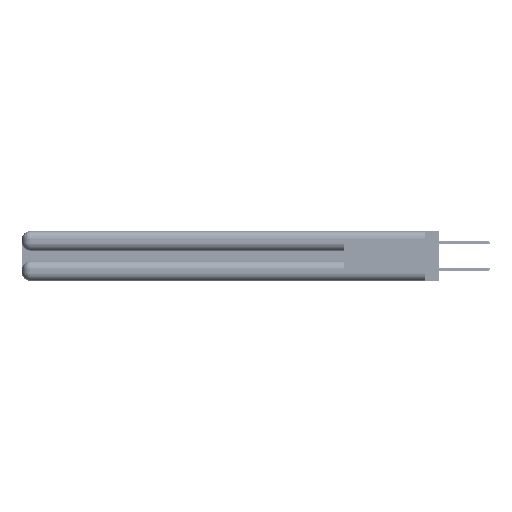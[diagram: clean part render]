
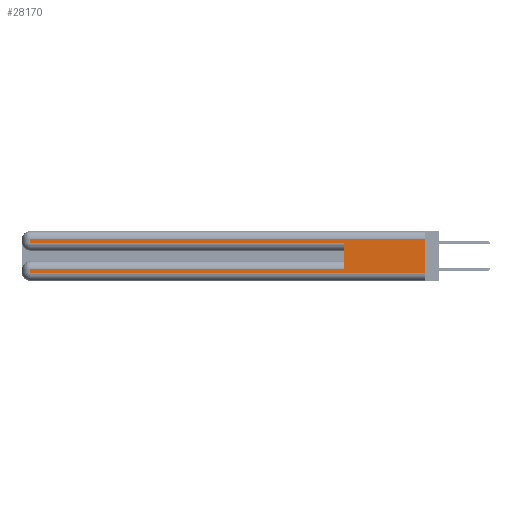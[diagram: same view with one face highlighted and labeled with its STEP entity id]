
A CAD part, left-side view. The second image highlights one B-rep face of the part: STEP entity #28170.
In plain terms, the highlighted planar face has unit normal (-1, 0, 0).
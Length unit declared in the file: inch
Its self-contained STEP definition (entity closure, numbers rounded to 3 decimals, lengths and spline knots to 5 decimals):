
#20 = VERTEX_POINT ( 'NONE', #38248 ) ;
#562 = FACE_OUTER_BOUND ( 'NONE', #14241, .T. ) ;
#2093 = DIRECTION ( 'NONE',  ( 0., 0., 1. ) ) ;
#2918 = CARTESIAN_POINT ( 'NONE',  ( 0., 0., 0.31 ) ) ;
#4019 = ORIENTED_EDGE ( 'NONE', *, *, #37964, .T. ) ;
#4765 = EDGE_CURVE ( 'NONE', #11125, #20, #4986, .T. ) ;
#4986 = LINE ( 'NONE', #48246, #48729 ) ;
#5992 = DIRECTION ( 'NONE',  ( 0., 0., -1. ) ) ;
#7071 = VERTEX_POINT ( 'NONE', #13364 ) ;
#8839 = ORIENTED_EDGE ( 'NONE', *, *, #20459, .T. ) ;
#9118 = LINE ( 'NONE', #25878, #40653 ) ;
#11056 = VERTEX_POINT ( 'NONE', #35478 ) ;
#11125 = VERTEX_POINT ( 'NONE', #2918 ) ;
#12947 = AXIS2_PLACEMENT_3D ( 'NONE', #18409, #47144, #22504 ) ;
#13364 = CARTESIAN_POINT ( 'NONE',  ( 0., 2.94, 0.31 ) ) ;
#13558 = EDGE_CURVE ( 'NONE', #7071, #11056, #9118, .T. ) ;
#14241 = EDGE_LOOP ( 'NONE', ( #18495, #8839, #43883, #4019, #50346, #18853, #41981, #15630 ) ) ;
#15630 = ORIENTED_EDGE ( 'NONE', *, *, #18262, .T. ) ;
#16844 = VECTOR ( 'NONE', #2093, 39.37008 ) ;
#17574 = DIRECTION ( 'NONE',  ( 0., -1., 0. ) ) ;
#17799 = VECTOR ( 'NONE', #17574, 39.37008 ) ;
#18262 = EDGE_CURVE ( 'NONE', #18616, #20, #39668, .T. ) ;
#18409 = CARTESIAN_POINT ( 'NONE',  ( 0., 0., 0.37 ) ) ;
#18495 = ORIENTED_EDGE ( 'NONE', *, *, #4765, .F. ) ;
#18616 = VERTEX_POINT ( 'NONE', #20770 ) ;
#18853 = ORIENTED_EDGE ( 'NONE', *, *, #32638, .T. ) ;
#18892 = EDGE_CURVE ( 'NONE', #28382, #18616, #29317, .T. ) ;
#20100 = VERTEX_POINT ( 'NONE', #22039 ) ;
#20168 = LINE ( 'NONE', #52898, #32368 ) ;
#20459 = EDGE_CURVE ( 'NONE', #11125, #7071, #20168, .T. ) ;
#20770 = CARTESIAN_POINT ( 'NONE',  ( 0., 2.94, 0.06 ) ) ;
#22039 = CARTESIAN_POINT ( 'NONE',  ( 0., 0.6, 0.085 ) ) ;
#22504 = DIRECTION ( 'NONE',  ( 0., 0., -1. ) ) ;
#22515 = CARTESIAN_POINT ( 'NONE',  ( 0., 2.94, 0.37 ) ) ;
#23604 = DIRECTION ( 'NONE',  ( 0., 0., -1. ) ) ;
#24057 = CARTESIAN_POINT ( 'NONE',  ( 0., 0., 0.085 ) ) ;
#25878 = CARTESIAN_POINT ( 'NONE',  ( 0., 2.94, 0.37 ) ) ;
#26051 = DIRECTION ( 'NONE',  ( 0., 0., -1. ) ) ;
#27080 = VERTEX_POINT ( 'NONE', #43635 ) ;
#28170 = ADVANCED_FACE ( 'NONE', ( #562 ), #51097, .F. ) ;
#28382 = VERTEX_POINT ( 'NONE', #48730 ) ;
#29052 = LINE ( 'NONE', #30875, #16844 ) ;
#29128 = LINE ( 'NONE', #24057, #51015 ) ;
#29317 = LINE ( 'NONE', #22515, #39006 ) ;
#30875 = CARTESIAN_POINT ( 'NONE',  ( 0., 0.6, 0.145 ) ) ;
#32368 = VECTOR ( 'NONE', #32432, 39.37008 ) ;
#32432 = DIRECTION ( 'NONE',  ( 0., 1., 0. ) ) ;
#32471 = DIRECTION ( 'NONE',  ( 0., -1., 0. ) ) ;
#32638 = EDGE_CURVE ( 'NONE', #20100, #28382, #29128, .T. ) ;
#35478 = CARTESIAN_POINT ( 'NONE',  ( 0., 2.94, 0.285 ) ) ;
#37712 = EDGE_CURVE ( 'NONE', #20100, #27080, #29052, .T. ) ;
#37964 = EDGE_CURVE ( 'NONE', #11056, #27080, #39360, .T. ) ;
#38248 = CARTESIAN_POINT ( 'NONE',  ( 0., 0., 0.06 ) ) ;
#39006 = VECTOR ( 'NONE', #5992, 39.37008 ) ;
#39360 = LINE ( 'NONE', #40603, #48969 ) ;
#39668 = LINE ( 'NONE', #50456, #17799 ) ;
#40603 = CARTESIAN_POINT ( 'NONE',  ( 0., 0., 0.285 ) ) ;
#40653 = VECTOR ( 'NONE', #26051, 39.37008 ) ;
#41981 = ORIENTED_EDGE ( 'NONE', *, *, #18892, .T. ) ;
#43635 = CARTESIAN_POINT ( 'NONE',  ( 0., 0.6, 0.285 ) ) ;
#43883 = ORIENTED_EDGE ( 'NONE', *, *, #13558, .T. ) ;
#47144 = DIRECTION ( 'NONE',  ( 1., 0., 0. ) ) ;
#48246 = CARTESIAN_POINT ( 'NONE',  ( 0., 0., 0.37 ) ) ;
#48729 = VECTOR ( 'NONE', #23604, 39.37008 ) ;
#48730 = CARTESIAN_POINT ( 'NONE',  ( 0., 2.94, 0.085 ) ) ;
#48969 = VECTOR ( 'NONE', #32471, 39.37008 ) ;
#50346 = ORIENTED_EDGE ( 'NONE', *, *, #37712, .F. ) ;
#50456 = CARTESIAN_POINT ( 'NONE',  ( 0., 0., 0.06 ) ) ;
#51015 = VECTOR ( 'NONE', #52791, 39.37008 ) ;
#51097 = PLANE ( 'NONE',  #12947 ) ;
#52791 = DIRECTION ( 'NONE',  ( 0., 1., 0. ) ) ;
#52898 = CARTESIAN_POINT ( 'NONE',  ( 0., 0., 0.31 ) ) ;
